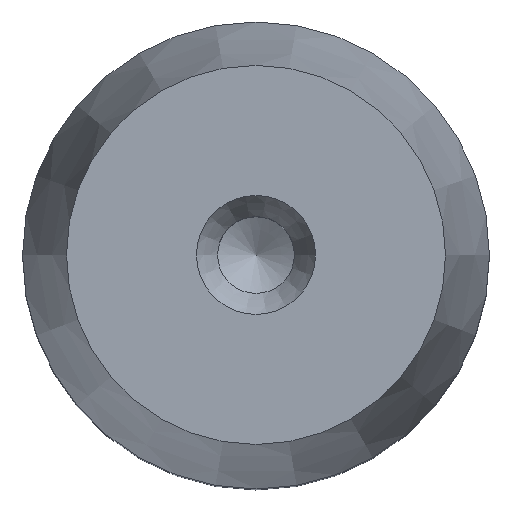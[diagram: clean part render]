
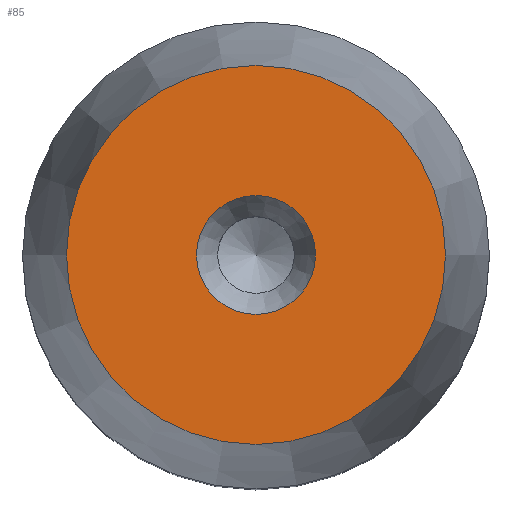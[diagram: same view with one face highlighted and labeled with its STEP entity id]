
A CAD part, top view. The second image highlights one B-rep face of the part: STEP entity #85.
In plain terms, the highlighted planar face has unit normal (0, 0, 1).
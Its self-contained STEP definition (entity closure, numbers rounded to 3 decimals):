
#50=PLANE('',#770);
#85=ADVANCED_FACE('',(#122,#123),#50,.F.);
#122=FACE_BOUND('',#157,.T.);
#123=FACE_BOUND('',#158,.T.);
#157=EDGE_LOOP('',(#199));
#158=EDGE_LOOP('',(#200));
#199=ORIENTED_EDGE('',*,*,#305,.F.);
#200=ORIENTED_EDGE('',*,*,#302,.T.);
#268=VERTEX_POINT('',#1037);
#272=VERTEX_POINT('',#1047);
#302=EDGE_CURVE('',#268,#268,#343,.T.);
#305=EDGE_CURVE('',#272,#272,#346,.T.);
#343=CIRCLE('',#762,4.94);
#346=CIRCLE('',#768,1.55);
#762=AXIS2_PLACEMENT_3D('',#1036,#873,#874);
#768=AXIS2_PLACEMENT_3D('',#1046,#885,#886);
#770=AXIS2_PLACEMENT_3D('',#1049,#889,#890);
#873=DIRECTION('',(0.,0.,1.));
#874=DIRECTION('',(-1.,0.,0.));
#885=DIRECTION('',(0.,0.,1.));
#886=DIRECTION('',(-1.,0.,0.));
#889=DIRECTION('',(0.,0.,-1.));
#890=DIRECTION('',(-1.,0.,0.));
#1036=CARTESIAN_POINT('',(0.,0.,82.));
#1037=CARTESIAN_POINT('',(-4.94,0.,82.));
#1046=CARTESIAN_POINT('',(0.,0.,82.));
#1047=CARTESIAN_POINT('',(-1.55,0.,82.));
#1049=CARTESIAN_POINT('',(0.,0.,82.));
